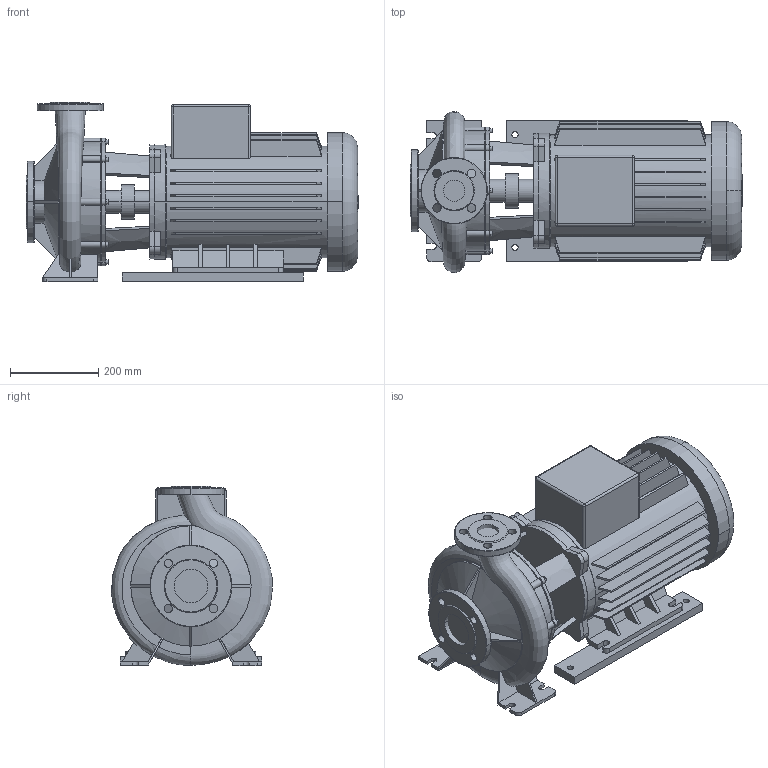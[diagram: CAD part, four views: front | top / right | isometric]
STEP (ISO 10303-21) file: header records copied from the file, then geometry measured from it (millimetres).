
FILE_DESCRIPTION((''),'2;1');
FILE_NAME('3d_BM40_250-18_5_2-2103500.stp','2011-01-26T14:44:43',(''),(''),'Mechanical Desktop 2008','Mechanical Desktop 2008',', , ');
FILE_SCHEMA(('CONFIG_CONTROL_DESIGN'));
Length unit declared in the file: millimetre
Products named in the file (1): Product
Bounding box: 751 x 364.58 x 405 mm (x, y, z)
Volume: 41674468.6 mm3; surface area: 2137833.5 mm2
Topology: 12 solids, 12 shells, 699 faces, 1826 edges, 1187 vertices
Faces by surface type: plane 324, bspline 208, cylinder 117, cone 44, sphere 4, torus 2
Entity records: 29691 total; most frequent: CARTESIAN_POINT 13298, ORIENTED_EDGE 3644, DIRECTION 3010, EDGE_CURVE 1822, VERTEX_POINT 1187, VECTOR 1072, LINE 1072, AXIS2_PLACEMENT_3D 969
